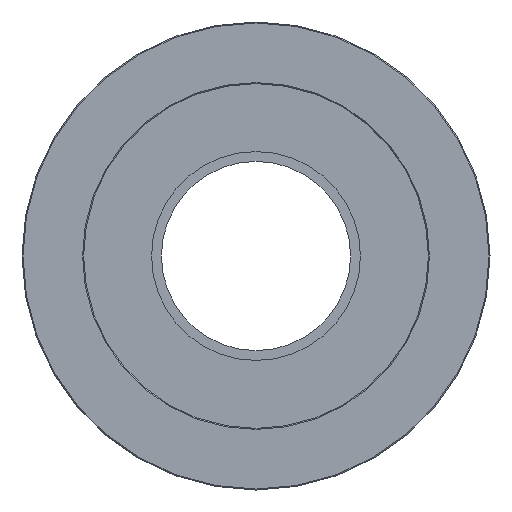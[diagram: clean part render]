
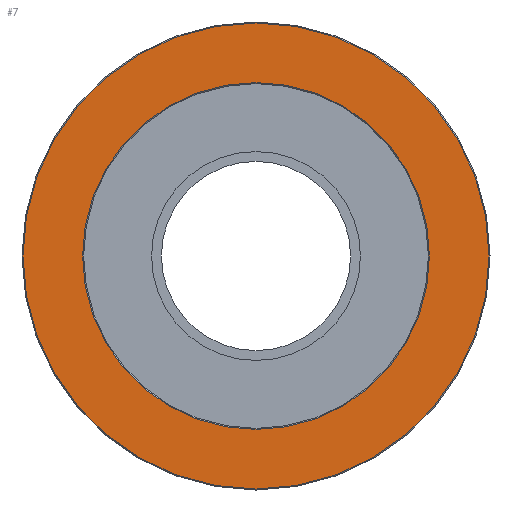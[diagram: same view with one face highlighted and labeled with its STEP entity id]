
A CAD part, front view. The second image highlights one B-rep face of the part: STEP entity #7.
In plain terms, the highlighted planar face has unit normal (0, -1, 0).
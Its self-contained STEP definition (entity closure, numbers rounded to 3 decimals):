
#7 = ADVANCED_FACE ( 'NONE', ( #1052, #735 ), #1541, .T. ) ;
#13 = VERTEX_POINT ( 'NONE', #1286 ) ;
#108 = DIRECTION ( 'NONE',  ( 0., -1., 0. ) ) ;
#175 = AXIS2_PLACEMENT_3D ( 'NONE', #1410, #950, #1198 ) ;
#187 = DIRECTION ( 'NONE',  ( 0., 1., 0. ) ) ;
#308 = CARTESIAN_POINT ( 'NONE',  ( 0., 0., 0. ) ) ;
#344 = CIRCLE ( 'NONE', #1536, 47.3 ) ;
#350 = DIRECTION ( 'NONE',  ( 1., 0., 0. ) ) ;
#361 = ORIENTED_EDGE ( 'NONE', *, *, #1123, .T. ) ;
#373 = DIRECTION ( 'NONE',  ( 1., 0., 0. ) ) ;
#428 = VERTEX_POINT ( 'NONE', #1222 ) ;
#442 = CARTESIAN_POINT ( 'NONE',  ( 0., 0., 0. ) ) ;
#491 = CARTESIAN_POINT ( 'NONE',  ( 0., 0., 0. ) ) ;
#531 = AXIS2_PLACEMENT_3D ( 'NONE', #843, #1353, #350 ) ;
#669 = AXIS2_PLACEMENT_3D ( 'NONE', #308, #187, #745 ) ;
#699 = CIRCLE ( 'NONE', #531, 47.3 ) ;
#735 = FACE_OUTER_BOUND ( 'NONE', #797, .T. ) ;
#745 = DIRECTION ( 'NONE',  ( 1., 0., 0. ) ) ;
#764 = ORIENTED_EDGE ( 'NONE', *, *, #1464, .T. ) ;
#797 = EDGE_LOOP ( 'NONE', ( #1041, #361 ) ) ;
#817 = DIRECTION ( 'NONE',  ( 1., 0., 0. ) ) ;
#843 = CARTESIAN_POINT ( 'NONE',  ( 0., 0., 0. ) ) ;
#950 = DIRECTION ( 'NONE',  ( 0., -1., 0. ) ) ;
#1003 = AXIS2_PLACEMENT_3D ( 'NONE', #442, #1578, #817 ) ;
#1036 = VERTEX_POINT ( 'NONE', #1282 ) ;
#1041 = ORIENTED_EDGE ( 'NONE', *, *, #1169, .T. ) ;
#1052 = FACE_BOUND ( 'NONE', #1583, .T. ) ;
#1123 = EDGE_CURVE ( 'NONE', #13, #428, #344, .T. ) ;
#1169 = EDGE_CURVE ( 'NONE', #428, #13, #699, .T. ) ;
#1194 = CARTESIAN_POINT ( 'NONE',  ( 35.2, 0., 0. ) ) ;
#1198 = DIRECTION ( 'NONE',  ( 1., 0., 0. ) ) ;
#1222 = CARTESIAN_POINT ( 'NONE',  ( -47.3, 0., 0. ) ) ;
#1282 = CARTESIAN_POINT ( 'NONE',  ( -35.2, 0., 0. ) ) ;
#1286 = CARTESIAN_POINT ( 'NONE',  ( 47.3, 0., 0. ) ) ;
#1353 = DIRECTION ( 'NONE',  ( 0., -1., 0. ) ) ;
#1410 = CARTESIAN_POINT ( 'NONE',  ( -35., 0., 0. ) ) ;
#1447 = EDGE_CURVE ( 'NONE', #1036, #1457, #1567, .T. ) ;
#1457 = VERTEX_POINT ( 'NONE', #1194 ) ;
#1464 = EDGE_CURVE ( 'NONE', #1457, #1036, #1525, .T. ) ;
#1525 = CIRCLE ( 'NONE', #669, 35.2 ) ;
#1536 = AXIS2_PLACEMENT_3D ( 'NONE', #491, #108, #373 ) ;
#1541 = PLANE ( 'NONE',  #175 ) ;
#1567 = CIRCLE ( 'NONE', #1003, 35.2 ) ;
#1578 = DIRECTION ( 'NONE',  ( 0., 1., 0. ) ) ;
#1583 = EDGE_LOOP ( 'NONE', ( #764, #1663 ) ) ;
#1663 = ORIENTED_EDGE ( 'NONE', *, *, #1447, .T. ) ;
